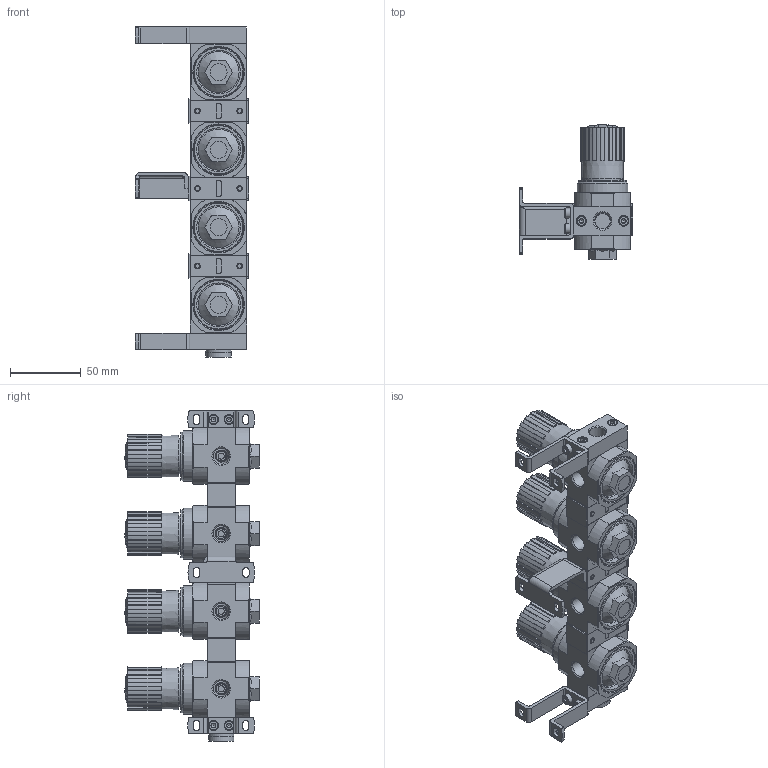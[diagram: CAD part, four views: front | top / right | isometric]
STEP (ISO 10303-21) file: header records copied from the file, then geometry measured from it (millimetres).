
FILE_DESCRIPTION(/* description */ ('STEP AP214'),/* implementation_level */ '2;1');
FILE_NAME(/* name */ '528984_LRB-1_4-D-7-O-K4-MINI',/* time_stamp */ '2024-09-04T22:18:44+02:00',/* author */ ('License CC BY-ND 4.0'),/* organization */ ('CADENAS'),/* preprocessor_version */ 'ST-DEVELOPER v19.3',/* originating_system */ 'PARTsolutions',/* authorisation */ ' ');
FILE_SCHEMA (('AUTOMOTIVE_DESIGN {1 0 10303 214 3 1 1}'));
Length unit declared in the file: millimetre
Products named in the file (15): 528984 LRB-1/4-D-7-O-K4-MINI---(0); 528984 LRB-1/4-D-7-O-K4-MINI---(0-Geh); 525033 LRBAS-1/4-D-MINI---(p); 525029 HRB-D-MINI---(p); DIN-912 - M4x8(F); 2224 O-1/4; DIN-908 G1/4A; DIN-912 - M4x14(F); 373845 LR-MINI; 529022 HRBC-D-MINIo; 529022 HRBC-D-MINIu; 680968 HRBC-D-MINI---(s); DIN-912 - M4x16(F); 525031 HRBK-D-MINI---(p); Senkschraube DIN 7991 M4x20
Assembly tree (47 placements, depth 2):
  528984 LRB-1/4-D-7-O-K4-MINI---(0)
    528984 LRB-1/4-D-7-O-K4-MINI---(0-Geh)  x4
    525033 LRBAS-1/4-D-MINI---(p)  x2
    525029 HRB-D-MINI---(p)  x2
    DIN-912 - M4x8(F)  x4
    2224 O-1/4
    DIN-908 G1/4A
    DIN-912 - M4x14(F)  x4
    373845 LR-MINI  x4
    529022 HRBC-D-MINIo  x3
    529022 HRBC-D-MINIu  x3
    680968 HRBC-D-MINI---(s)  x12
    DIN-912 - M4x16(F)  x4
    525031 HRBK-D-MINI---(p)
    Senkschraube DIN 7991 M4x20  x2
Bounding box: 80.7 x 95.4 x 234 mm (x, y, z)
Volume: 419370.6 mm3; surface area: 128884.5 mm2
Topology: 47 solids, 47 shells, 2071 faces, 5018 edges, 3175 vertices
Faces by surface type: plane 1136, cylinder 508, cone 335, torus 72, sphere 20
Full cylindrical faces by diameter (mm): 3.242 x26, 3.5 x12, 4 x26, 4.3 x20, 6.9 x4, 7 x12, 7.4 x4, 7.5 x6, 7.9 x1, 8 x2, 8.2 x4, 8.566 x4, 9 x24, 9.728 x4, 11 x7, 11.445 x6, 12 x4, 12.2 x4, 13.157 x1, 13.2 x1, 15.7 x3, 15.8 x4, 18 x2, 24.9 x4, 26.9 x4, 31 x4, 33.9 x4, 36 x4
Entity records: 20127 total; most frequent: CARTESIAN_POINT 3468, DIRECTION 3252, ORIENTED_EDGE 2836, EDGE_CURVE 1418, AXIS2_PLACEMENT_3D 1254, VERTEX_POINT 985, FACE_BOUND 839, EDGE_LOOP 830
